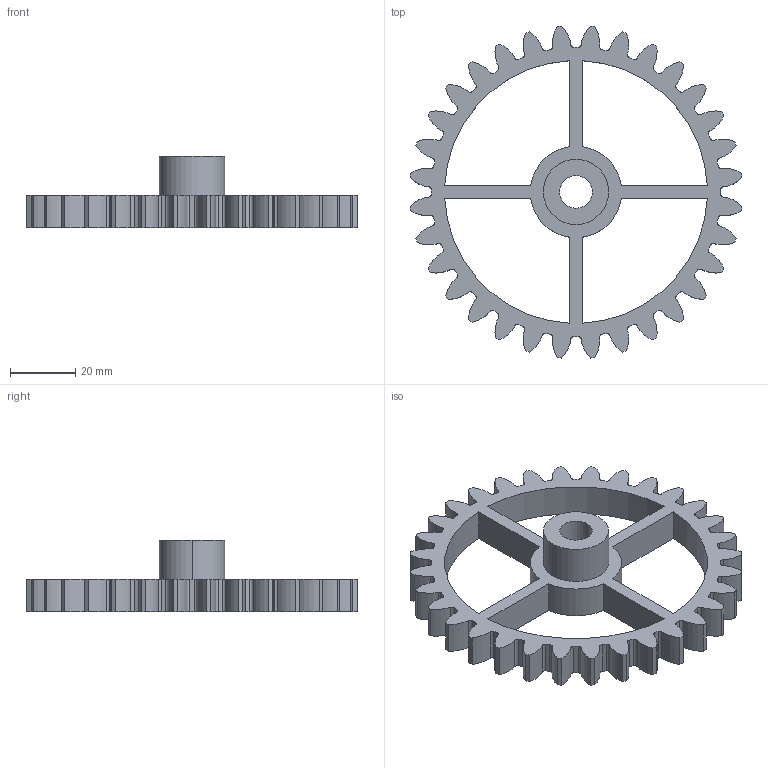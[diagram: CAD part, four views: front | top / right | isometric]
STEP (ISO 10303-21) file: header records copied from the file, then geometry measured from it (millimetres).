
FILE_DESCRIPTION (( 'STEP AP214' ), '1' );
FILE_NAME ('SUN.STEP', '2023-09-21T04:55:44', ( '' ), ( '' ), 'SwSTEP 2.0', 'SolidWorks 2023', '' );
FILE_SCHEMA (( 'AUTOMOTIVE_DESIGN' ));
Length unit declared in the file: millimetre
Products named in the file (1): SUN
Bounding box: 101.64 x 101.64 x 22 mm (x, y, z)
Volume: 32817.5 mm3; surface area: 18519.3 mm2
Topology: 1 solids, 1 shells, 238 faces, 705 edges, 470 vertices
Faces by surface type: cylinder 227, plane 11
Entity records: 8286 total; most frequent: DIRECTION 1637, CARTESIAN_POINT 1414, ORIENTED_EDGE 1410, EDGE_CURVE 705, AXIS2_PLACEMENT_3D 693, VERTEX_POINT 470, CIRCLE 454, LINE 251
